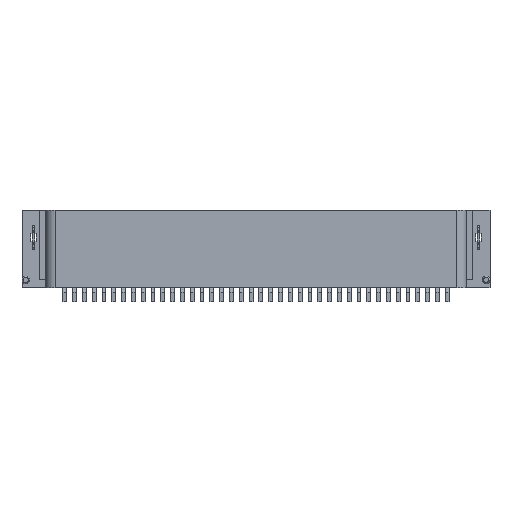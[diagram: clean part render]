
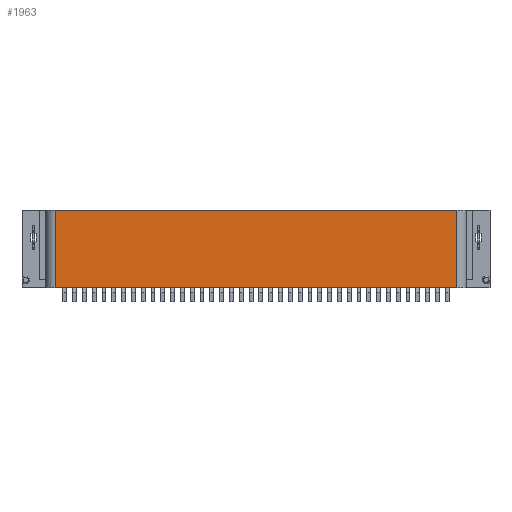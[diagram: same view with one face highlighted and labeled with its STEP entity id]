
A CAD part, top view. The second image highlights one B-rep face of the part: STEP entity #1963.
In plain terms, the highlighted planar face has unit normal (0, 0, 1).
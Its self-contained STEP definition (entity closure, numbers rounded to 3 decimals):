
#1912 = VERTEX_POINT('',#1913);
#1913 = CARTESIAN_POINT('',(26.,-5.,0.9));
#1920 = EDGE_CURVE('',#1912,#1921,#1923,.T.);
#1921 = VERTEX_POINT('',#1922);
#1922 = CARTESIAN_POINT('',(-26.,-5.,0.9));
#1923 = LINE('',#1924,#1925);
#1924 = CARTESIAN_POINT('',(0.,-5.,0.9));
#1925 = VECTOR('',#1926,1.);
#1926 = DIRECTION('',(-1.,-0.,-0.));
#1963 = ADVANCED_FACE('',(#1964),#1989,.F.);
#1964 = FACE_BOUND('',#1965,.T.);
#1965 = EDGE_LOOP('',(#1966,#1974,#1982,#1988));
#1966 = ORIENTED_EDGE('',*,*,#1967,.F.);
#1967 = EDGE_CURVE('',#1968,#1912,#1970,.T.);
#1968 = VERTEX_POINT('',#1969);
#1969 = CARTESIAN_POINT('',(26.,5.,0.9));
#1970 = LINE('',#1971,#1972);
#1971 = CARTESIAN_POINT('',(26.,-5.,0.9));
#1972 = VECTOR('',#1973,1.);
#1973 = DIRECTION('',(-0.,-1.,-0.));
#1974 = ORIENTED_EDGE('',*,*,#1975,.F.);
#1975 = EDGE_CURVE('',#1976,#1968,#1978,.T.);
#1976 = VERTEX_POINT('',#1977);
#1977 = CARTESIAN_POINT('',(-26.,5.,0.9));
#1978 = LINE('',#1979,#1980);
#1979 = CARTESIAN_POINT('',(13.8,5.,0.9));
#1980 = VECTOR('',#1981,1.);
#1981 = DIRECTION('',(1.,-0.,0.));
#1982 = ORIENTED_EDGE('',*,*,#1983,.F.);
#1983 = EDGE_CURVE('',#1921,#1976,#1984,.T.);
#1984 = LINE('',#1985,#1986);
#1985 = CARTESIAN_POINT('',(-26.,-5.,0.9));
#1986 = VECTOR('',#1987,1.);
#1987 = DIRECTION('',(0.,1.,0.));
#1988 = ORIENTED_EDGE('',*,*,#1920,.F.);
#1989 = PLANE('',#1990);
#1990 = AXIS2_PLACEMENT_3D('',#1991,#1992,#1993);
#1991 = CARTESIAN_POINT('',(13.8,-5.,0.9));
#1992 = DIRECTION('',(0.,0.,-1.));
#1993 = DIRECTION('',(-1.,0.,-0.));
